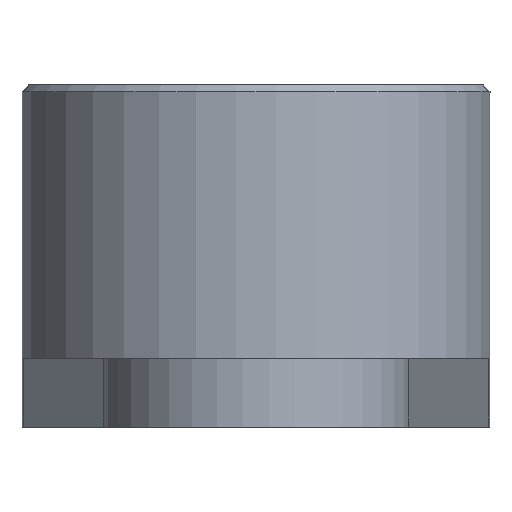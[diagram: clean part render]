
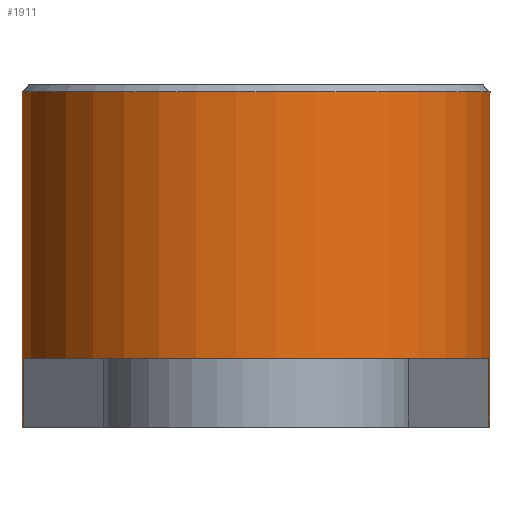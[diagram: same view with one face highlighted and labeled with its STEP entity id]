
A CAD part, left-side view. The second image highlights one B-rep face of the part: STEP entity #1911.
In plain terms, the highlighted cylindrical face has radius 6.85 mm (diameter 13.7 mm), a full revolution.
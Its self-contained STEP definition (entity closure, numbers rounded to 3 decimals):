
#33 = VERTEX_POINT('',#34);
#34 = CARTESIAN_POINT('',(-0.78,-6.805,0.));
#43 = PLANE('',#44);
#44 = AXIS2_PLACEMENT_3D('',#45,#46,#47);
#45 = CARTESIAN_POINT('',(-0.78,-6.805,0.));
#46 = DIRECTION('',(-0.114,-0.994,0.));
#47 = DIRECTION('',(-0.994,0.114,0.));
#55 = PLANE('',#56);
#56 = AXIS2_PLACEMENT_3D('',#57,#58,#59);
#57 = CARTESIAN_POINT('',(-8.833,0.,0.));
#58 = DIRECTION('',(0.,0.,1.));
#59 = DIRECTION('',(1.,0.,0.));
#67 = EDGE_CURVE('',#33,#68,#70,.T.);
#68 = VERTEX_POINT('',#69);
#69 = CARTESIAN_POINT('',(-0.78,-6.805,2.));
#70 = SURFACE_CURVE('',#71,(#75,#82),.PCURVE_S1.);
#71 = LINE('',#72,#73);
#72 = CARTESIAN_POINT('',(-0.78,-6.805,0.));
#73 = VECTOR('',#74,1.);
#74 = DIRECTION('',(0.,0.,1.));
#75 = PCURVE('',#43,#76);
#76 = DEFINITIONAL_REPRESENTATION('',(#77),#81);
#77 = LINE('',#78,#79);
#78 = CARTESIAN_POINT('',(0.,0.));
#79 = VECTOR('',#80,1.);
#80 = DIRECTION('',(0.,-1.));
#81 = ( GEOMETRIC_REPRESENTATION_CONTEXT(2) 
PARAMETRIC_REPRESENTATION_CONTEXT() REPRESENTATION_CONTEXT('2D SPACE',''
  ) );
#82 = PCURVE('',#83,#88);
#83 = CYLINDRICAL_SURFACE('',#84,6.85);
#84 = AXIS2_PLACEMENT_3D('',#85,#86,#87);
#85 = CARTESIAN_POINT('',(-0.,0.,0.));
#86 = DIRECTION('',(-0.,-0.,-1.));
#87 = DIRECTION('',(1.,0.,0.));
#88 = DEFINITIONAL_REPRESENTATION('',(#89),#93);
#89 = LINE('',#90,#91);
#90 = CARTESIAN_POINT('',(-4.598,0.));
#91 = VECTOR('',#92,1.);
#92 = DIRECTION('',(-0.,-1.));
#93 = ( GEOMETRIC_REPRESENTATION_CONTEXT(2) 
PARAMETRIC_REPRESENTATION_CONTEXT() REPRESENTATION_CONTEXT('2D SPACE',''
  ) );
#111 = PLANE('',#112);
#112 = AXIS2_PLACEMENT_3D('',#113,#114,#115);
#113 = CARTESIAN_POINT('',(-8.833,0.,2.));
#114 = DIRECTION('',(0.,0.,1.));
#115 = DIRECTION('',(1.,0.,0.));
#266 = EDGE_CURVE('',#33,#267,#269,.T.);
#267 = VERTEX_POINT('',#268);
#268 = CARTESIAN_POINT('',(-0.78,6.805,0.));
#269 = SURFACE_CURVE('',#270,(#275,#282),.PCURVE_S1.);
#270 = CIRCLE('',#271,6.85);
#271 = AXIS2_PLACEMENT_3D('',#272,#273,#274);
#272 = CARTESIAN_POINT('',(-0.,0.,0.));
#273 = DIRECTION('',(0.,0.,1.));
#274 = DIRECTION('',(1.,0.,-0.));
#275 = PCURVE('',#55,#276);
#276 = DEFINITIONAL_REPRESENTATION('',(#277),#281);
#277 = CIRCLE('',#278,6.85);
#278 = AXIS2_PLACEMENT_2D('',#279,#280);
#279 = CARTESIAN_POINT('',(8.833,0.));
#280 = DIRECTION('',(1.,0.));
#281 = ( GEOMETRIC_REPRESENTATION_CONTEXT(2) 
PARAMETRIC_REPRESENTATION_CONTEXT() REPRESENTATION_CONTEXT('2D SPACE',''
  ) );
#282 = PCURVE('',#83,#283);
#283 = DEFINITIONAL_REPRESENTATION('',(#284),#288);
#284 = LINE('',#285,#286);
#285 = CARTESIAN_POINT('',(-0.,0.));
#286 = VECTOR('',#287,1.);
#287 = DIRECTION('',(-1.,0.));
#288 = ( GEOMETRIC_REPRESENTATION_CONTEXT(2) 
PARAMETRIC_REPRESENTATION_CONTEXT() REPRESENTATION_CONTEXT('2D SPACE',''
  ) );
#306 = PLANE('',#307);
#307 = AXIS2_PLACEMENT_3D('',#308,#309,#310);
#308 = CARTESIAN_POINT('',(-0.78,6.805,0.));
#309 = DIRECTION('',(0.114,-0.994,0.));
#310 = DIRECTION('',(-0.994,-0.114,0.));
#376 = EDGE_CURVE('',#267,#377,#379,.T.);
#377 = VERTEX_POINT('',#378);
#378 = CARTESIAN_POINT('',(-0.78,6.805,2.));
#379 = SURFACE_CURVE('',#380,(#384,#391),.PCURVE_S1.);
#380 = LINE('',#381,#382);
#381 = CARTESIAN_POINT('',(-0.78,6.805,0.));
#382 = VECTOR('',#383,1.);
#383 = DIRECTION('',(0.,0.,1.));
#384 = PCURVE('',#306,#385);
#385 = DEFINITIONAL_REPRESENTATION('',(#386),#390);
#386 = LINE('',#387,#388);
#387 = CARTESIAN_POINT('',(0.,0.));
#388 = VECTOR('',#389,1.);
#389 = DIRECTION('',(0.,-1.));
#390 = ( GEOMETRIC_REPRESENTATION_CONTEXT(2) 
PARAMETRIC_REPRESENTATION_CONTEXT() REPRESENTATION_CONTEXT('2D SPACE',''
  ) );
#391 = PCURVE('',#83,#392);
#392 = DEFINITIONAL_REPRESENTATION('',(#393),#397);
#393 = LINE('',#394,#395);
#394 = CARTESIAN_POINT('',(-7.968,0.));
#395 = VECTOR('',#396,1.);
#396 = DIRECTION('',(-0.,-1.));
#397 = ( GEOMETRIC_REPRESENTATION_CONTEXT(2) 
PARAMETRIC_REPRESENTATION_CONTEXT() REPRESENTATION_CONTEXT('2D SPACE',''
  ) );
#446 = EDGE_CURVE('',#377,#68,#447,.T.);
#447 = SURFACE_CURVE('',#448,(#453,#460),.PCURVE_S1.);
#448 = CIRCLE('',#449,6.85);
#449 = AXIS2_PLACEMENT_3D('',#450,#451,#452);
#450 = CARTESIAN_POINT('',(0.,-0.,2.));
#451 = DIRECTION('',(0.,0.,1.));
#452 = DIRECTION('',(1.,0.,-0.));
#453 = PCURVE('',#111,#454);
#454 = DEFINITIONAL_REPRESENTATION('',(#455),#459);
#455 = CIRCLE('',#456,6.85);
#456 = AXIS2_PLACEMENT_2D('',#457,#458);
#457 = CARTESIAN_POINT('',(8.833,0.));
#458 = DIRECTION('',(1.,0.));
#459 = ( GEOMETRIC_REPRESENTATION_CONTEXT(2) 
PARAMETRIC_REPRESENTATION_CONTEXT() REPRESENTATION_CONTEXT('2D SPACE',''
  ) );
#460 = PCURVE('',#83,#461);
#461 = DEFINITIONAL_REPRESENTATION('',(#462),#466);
#462 = LINE('',#463,#464);
#463 = CARTESIAN_POINT('',(-6.283,-2.));
#464 = VECTOR('',#465,1.);
#465 = DIRECTION('',(-1.,0.));
#466 = ( GEOMETRIC_REPRESENTATION_CONTEXT(2) 
PARAMETRIC_REPRESENTATION_CONTEXT() REPRESENTATION_CONTEXT('2D SPACE',''
  ) );
#1398 = VERTEX_POINT('',#1399);
#1399 = CARTESIAN_POINT('',(-0.78,-6.805,9.8));
#1408 = CONICAL_SURFACE('',#1409,6.85,0.785);
#1409 = AXIS2_PLACEMENT_3D('',#1410,#1411,#1412);
#1410 = CARTESIAN_POINT('',(0.,0.,9.8));
#1411 = DIRECTION('',(-0.,-0.,-1.));
#1412 = DIRECTION('',(-0.114,-0.994,0.));
#1420 = CONICAL_SURFACE('',#1421,6.85,0.785);
#1421 = AXIS2_PLACEMENT_3D('',#1422,#1423,#1424);
#1422 = CARTESIAN_POINT('',(0.,0.,9.8));
#1423 = DIRECTION('',(-0.,-0.,-1.));
#1424 = DIRECTION('',(-0.114,0.994,0.));
#1432 = EDGE_CURVE('',#1398,#1433,#1435,.T.);
#1433 = VERTEX_POINT('',#1434);
#1434 = CARTESIAN_POINT('',(-0.78,6.805,9.8));
#1435 = SURFACE_CURVE('',#1436,(#1441,#1448),.PCURVE_S1.);
#1436 = CIRCLE('',#1437,6.85);
#1437 = AXIS2_PLACEMENT_3D('',#1438,#1439,#1440);
#1438 = CARTESIAN_POINT('',(0.,0.,9.8));
#1439 = DIRECTION('',(0.,0.,1.));
#1440 = DIRECTION('',(-0.114,-0.994,0.));
#1441 = PCURVE('',#1408,#1442);
#1442 = DEFINITIONAL_REPRESENTATION('',(#1443),#1447);
#1443 = LINE('',#1444,#1445);
#1444 = CARTESIAN_POINT('',(-0.,-0.));
#1445 = VECTOR('',#1446,1.);
#1446 = DIRECTION('',(-1.,-0.));
#1447 = ( GEOMETRIC_REPRESENTATION_CONTEXT(2) 
PARAMETRIC_REPRESENTATION_CONTEXT() REPRESENTATION_CONTEXT('2D SPACE',''
  ) );
#1448 = PCURVE('',#83,#1449);
#1449 = DEFINITIONAL_REPRESENTATION('',(#1450),#1454);
#1450 = LINE('',#1451,#1452);
#1451 = CARTESIAN_POINT('',(-4.598,-9.8));
#1452 = VECTOR('',#1453,1.);
#1453 = DIRECTION('',(-1.,0.));
#1454 = ( GEOMETRIC_REPRESENTATION_CONTEXT(2) 
PARAMETRIC_REPRESENTATION_CONTEXT() REPRESENTATION_CONTEXT('2D SPACE',''
  ) );
#1510 = EDGE_CURVE('',#1433,#1398,#1511,.T.);
#1511 = SURFACE_CURVE('',#1512,(#1517,#1524),.PCURVE_S1.);
#1512 = CIRCLE('',#1513,6.85);
#1513 = AXIS2_PLACEMENT_3D('',#1514,#1515,#1516);
#1514 = CARTESIAN_POINT('',(0.,-0.,9.8));
#1515 = DIRECTION('',(0.,0.,1.));
#1516 = DIRECTION('',(-0.114,0.994,0.));
#1517 = PCURVE('',#1420,#1518);
#1518 = DEFINITIONAL_REPRESENTATION('',(#1519),#1523);
#1519 = LINE('',#1520,#1521);
#1520 = CARTESIAN_POINT('',(-0.,-0.));
#1521 = VECTOR('',#1522,1.);
#1522 = DIRECTION('',(-1.,-0.));
#1523 = ( GEOMETRIC_REPRESENTATION_CONTEXT(2) 
PARAMETRIC_REPRESENTATION_CONTEXT() REPRESENTATION_CONTEXT('2D SPACE',''
  ) );
#1524 = PCURVE('',#83,#1525);
#1525 = DEFINITIONAL_REPRESENTATION('',(#1526),#1530);
#1526 = LINE('',#1527,#1528);
#1527 = CARTESIAN_POINT('',(-7.968,-9.8));
#1528 = VECTOR('',#1529,1.);
#1529 = DIRECTION('',(-1.,0.));
#1530 = ( GEOMETRIC_REPRESENTATION_CONTEXT(2) 
PARAMETRIC_REPRESENTATION_CONTEXT() REPRESENTATION_CONTEXT('2D SPACE',''
  ) );
#1911 = ADVANCED_FACE('',(#1912),#83,.T.);
#1912 = FACE_BOUND('',#1913,.F.);
#1913 = EDGE_LOOP('',(#1914,#1915,#1916,#1917,#1937,#1938,#1939,#1940));
#1914 = ORIENTED_EDGE('',*,*,#376,.F.);
#1915 = ORIENTED_EDGE('',*,*,#266,.F.);
#1916 = ORIENTED_EDGE('',*,*,#67,.T.);
#1917 = ORIENTED_EDGE('',*,*,#1918,.F.);
#1918 = EDGE_CURVE('',#1398,#68,#1919,.T.);
#1919 = SEAM_CURVE('',#1920,(#1923,#1930),.PCURVE_S1.);
#1920 = B_SPLINE_CURVE_WITH_KNOTS('',1,(#1921,#1922),.UNSPECIFIED.,.F.,
  .F.,(2,2),(-9.8,-2.),.PIECEWISE_BEZIER_KNOTS.);
#1921 = CARTESIAN_POINT('',(-0.78,-6.805,9.8));
#1922 = CARTESIAN_POINT('',(-0.78,-6.805,2.));
#1923 = PCURVE('',#83,#1924);
#1924 = DEFINITIONAL_REPRESENTATION('',(#1925),#1929);
#1925 = LINE('',#1926,#1927);
#1926 = CARTESIAN_POINT('',(-4.598,0.));
#1927 = VECTOR('',#1928,1.);
#1928 = DIRECTION('',(-0.,1.));
#1929 = ( GEOMETRIC_REPRESENTATION_CONTEXT(2) 
PARAMETRIC_REPRESENTATION_CONTEXT() REPRESENTATION_CONTEXT('2D SPACE',''
  ) );
#1930 = PCURVE('',#83,#1931);
#1931 = DEFINITIONAL_REPRESENTATION('',(#1932),#1936);
#1932 = LINE('',#1933,#1934);
#1933 = CARTESIAN_POINT('',(-10.882,0.));
#1934 = VECTOR('',#1935,1.);
#1935 = DIRECTION('',(-0.,1.));
#1936 = ( GEOMETRIC_REPRESENTATION_CONTEXT(2) 
PARAMETRIC_REPRESENTATION_CONTEXT() REPRESENTATION_CONTEXT('2D SPACE',''
  ) );
#1937 = ORIENTED_EDGE('',*,*,#1432,.T.);
#1938 = ORIENTED_EDGE('',*,*,#1510,.T.);
#1939 = ORIENTED_EDGE('',*,*,#1918,.T.);
#1940 = ORIENTED_EDGE('',*,*,#446,.F.);
